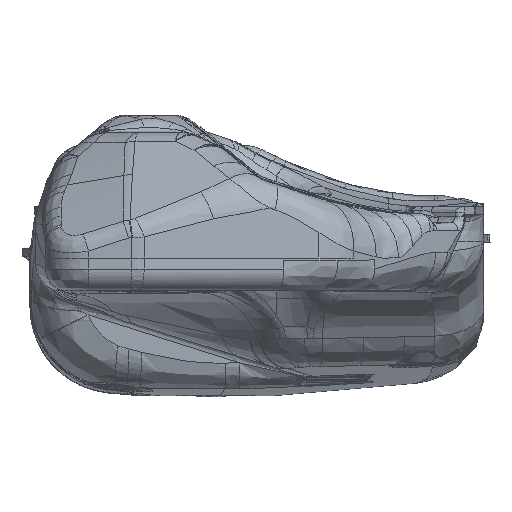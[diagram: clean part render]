
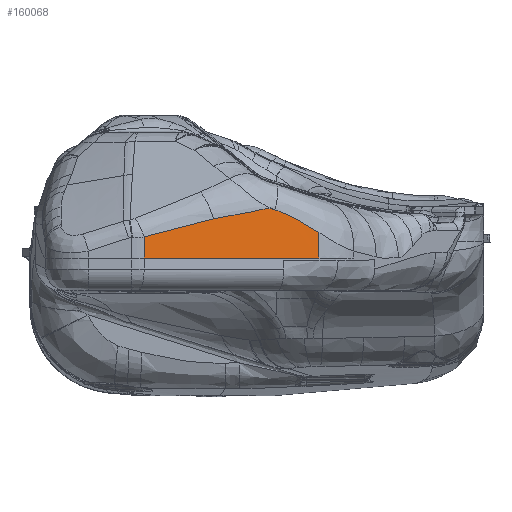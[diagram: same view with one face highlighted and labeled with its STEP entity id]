
A CAD part, front view. The second image highlights one B-rep face of the part: STEP entity #160068.
In plain terms, the highlighted free-form (B-spline) face has degree [1, 1] with [2, 2] control points.
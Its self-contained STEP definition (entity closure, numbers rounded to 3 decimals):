
#154800=CARTESIAN_POINT('Vertex',(1988.934,-538.214,100.694)) ;
#154827=CARTESIAN_POINT('Control Point',(1988.933,-538.215,100.695)) ;
#154828=CARTESIAN_POINT('Control Point',(1935.16,-554.253,100.694)) ;
#154829=CARTESIAN_POINT('Control Point',(1881.386,-570.292,100.694)) ;
#154830=CARTESIAN_POINT('Control Point',(1827.611,-586.332,100.694)) ;
#154831=CARTESIAN_POINT('Vertex',(1827.611,-586.332,100.694)) ;
#159222=CARTESIAN_POINT('Vertex',(1948.225,-550.356,145.672)) ;
#159226=CARTESIAN_POINT('Control Point',(1948.225,-550.356,145.672)) ;
#159227=CARTESIAN_POINT('Control Point',(1954.876,-548.457,143.638)) ;
#159228=CARTESIAN_POINT('Control Point',(1961.021,-546.555,140.953)) ;
#159229=CARTESIAN_POINT('Control Point',(1966.606,-544.805,138.071)) ;
#159230=CARTESIAN_POINT('Control Point',(1971.669,-543.273,135.228)) ;
#159231=CARTESIAN_POINT('Control Point',(1976.303,-541.948,132.507)) ;
#159232=CARTESIAN_POINT('Control Point',(1980.639,-540.757,129.89)) ;
#159233=CARTESIAN_POINT('Control Point',(1984.811,-539.568,127.322)) ;
#159234=CARTESIAN_POINT('Control Point',(1988.933,-538.211,124.762)) ;
#159235=CARTESIAN_POINT('Vertex',(1988.933,-538.211,124.762)) ;
#159799=CARTESIAN_POINT('Control Point',(1988.934,-538.214,100.694)) ;
#159800=CARTESIAN_POINT('Control Point',(1988.934,-538.214,100.903)) ;
#159801=CARTESIAN_POINT('Control Point',(1988.934,-538.214,101.112)) ;
#159802=CARTESIAN_POINT('Control Point',(1988.934,-538.214,101.321)) ;
#159803=CARTESIAN_POINT('Control Point',(1988.934,-538.214,101.53)) ;
#159804=CARTESIAN_POINT('Control Point',(1988.934,-538.214,101.739)) ;
#159805=CARTESIAN_POINT('Control Point',(1988.934,-538.214,101.948)) ;
#159806=CARTESIAN_POINT('Control Point',(1988.934,-538.214,102.157)) ;
#159807=CARTESIAN_POINT('Vertex',(1988.934,-538.214,102.157)) ;
#159811=CARTESIAN_POINT('Control Point',(1988.934,-538.214,102.157)) ;
#159812=CARTESIAN_POINT('Control Point',(1988.934,-538.214,105.386)) ;
#159813=CARTESIAN_POINT('Control Point',(1988.934,-538.214,108.616)) ;
#159814=CARTESIAN_POINT('Control Point',(1988.934,-538.214,111.845)) ;
#159815=CARTESIAN_POINT('Control Point',(1988.934,-538.214,115.074)) ;
#159816=CARTESIAN_POINT('Control Point',(1988.934,-538.214,118.303)) ;
#159817=CARTESIAN_POINT('Control Point',(1988.934,-538.214,121.532)) ;
#159818=CARTESIAN_POINT('Control Point',(1988.934,-538.214,124.762)) ;
#160004=CARTESIAN_POINT('Control Point',(1800.393,-594.45,-27.58)) ;
#160005=CARTESIAN_POINT('Control Point',(2138.986,-493.459,94.552)) ;
#160006=CARTESIAN_POINT('Control Point',(1729.237,-615.674,187.24)) ;
#160007=CARTESIAN_POINT('Control Point',(2067.83,-514.683,309.372)) ;
#160009=CARTESIAN_POINT('Control Point',(1827.611,-586.332,100.694)) ;
#160010=CARTESIAN_POINT('Control Point',(1827.612,-586.331,102.156)) ;
#160011=CARTESIAN_POINT('Vertex',(1827.612,-586.331,102.156)) ;
#160015=CARTESIAN_POINT('Control Point',(1927.494,-556.54,143.937)) ;
#160016=CARTESIAN_POINT('Control Point',(1928.665,-556.191,144.231)) ;
#160017=CARTESIAN_POINT('Control Point',(1929.796,-555.854,144.54)) ;
#160018=CARTESIAN_POINT('Control Point',(1930.903,-555.523,144.837)) ;
#160019=CARTESIAN_POINT('Control Point',(1933.085,-554.872,145.393)) ;
#160020=CARTESIAN_POINT('Control Point',(1935.215,-554.237,145.854)) ;
#160021=CARTESIAN_POINT('Control Point',(1936.271,-553.922,146.057)) ;
#160022=CARTESIAN_POINT('Control Point',(1938.357,-553.3,146.403)) ;
#160023=CARTESIAN_POINT('Control Point',(1940.39,-552.693,146.603)) ;
#160024=CARTESIAN_POINT('Control Point',(1941.392,-552.395,146.66)) ;
#160025=CARTESIAN_POINT('Control Point',(1943.364,-551.807,146.667)) ;
#160026=CARTESIAN_POINT('Control Point',(1945.294,-551.231,146.431)) ;
#160027=CARTESIAN_POINT('Control Point',(1946.255,-550.944,146.244)) ;
#160028=CARTESIAN_POINT('Control Point',(1947.223,-550.656,145.985)) ;
#160029=CARTESIAN_POINT('Control Point',(1948.226,-550.356,145.672)) ;
#160030=CARTESIAN_POINT('Vertex',(1927.494,-556.54,143.937)) ;
#160034=CARTESIAN_POINT('Control Point',(1891.743,-567.203,137.323)) ;
#160035=CARTESIAN_POINT('Control Point',(1898.753,-565.113,138.565)) ;
#160036=CARTESIAN_POINT('Control Point',(1906.005,-562.949,139.98)) ;
#160037=CARTESIAN_POINT('Control Point',(1913.325,-560.766,141.262)) ;
#160038=CARTESIAN_POINT('Control Point',(1920.512,-558.622,142.186)) ;
#160039=CARTESIAN_POINT('Control Point',(1927.494,-556.54,143.937)) ;
#160040=CARTESIAN_POINT('Vertex',(1891.743,-567.203,137.323)) ;
#160044=CARTESIAN_POINT('Control Point',(1827.614,-586.331,120.735)) ;
#160045=CARTESIAN_POINT('Control Point',(1848.988,-579.956,126.263)) ;
#160046=CARTESIAN_POINT('Control Point',(1870.365,-573.58,131.793)) ;
#160047=CARTESIAN_POINT('Control Point',(1891.743,-567.203,137.323)) ;
#160048=CARTESIAN_POINT('Vertex',(1827.614,-586.331,120.735)) ;
#160052=CARTESIAN_POINT('Control Point',(1827.612,-586.331,102.156)) ;
#160053=CARTESIAN_POINT('Control Point',(1827.611,-586.332,108.349)) ;
#160054=CARTESIAN_POINT('Control Point',(1827.614,-586.331,114.542)) ;
#160055=CARTESIAN_POINT('Control Point',(1827.614,-586.331,120.735)) ;
#160058=ORIENTED_EDGE('',*,*,#160013,.F.) ;
#160059=ORIENTED_EDGE('',*,*,#154833,.F.) ;
#160060=ORIENTED_EDGE('',*,*,#159809,.T.) ;
#160061=ORIENTED_EDGE('',*,*,#159819,.T.) ;
#160062=ORIENTED_EDGE('',*,*,#159237,.F.) ;
#160063=ORIENTED_EDGE('',*,*,#160032,.F.) ;
#160064=ORIENTED_EDGE('',*,*,#160042,.F.) ;
#160065=ORIENTED_EDGE('',*,*,#160050,.F.) ;
#160066=ORIENTED_EDGE('',*,*,#160056,.F.) ;
#160068=ADVANCED_FACE('Body.27 ( *SOL22 - wsp *MASTER -  )',(#160067),#160003,.F.) ;
#154826=B_SPLINE_CURVE_WITH_KNOTS('',3,(#154827,#154828,#154829,#154830),.UNSPECIFIED.,.F.,.U.,(4,4),(0.,168.345),.UNSPECIFIED.) ;
#159225=B_SPLINE_CURVE_WITH_KNOTS('',8,(#159226,#159227,#159228,#159229,#159230,#159231,#159232,#159233,#159234),.UNSPECIFIED.,.F.,.U.,(9,9),(0.,51.535),.UNSPECIFIED.) ;
#159798=B_SPLINE_CURVE_WITH_KNOTS('',7,(#159799,#159800,#159801,#159802,#159803,#159804,#159805,#159806),.UNSPECIFIED.,.F.,.U.,(8,8),(31.397,32.86),.UNSPECIFIED.) ;
#159810=B_SPLINE_CURVE_WITH_KNOTS('',7,(#159811,#159812,#159813,#159814,#159815,#159816,#159817,#159818),.UNSPECIFIED.,.F.,.U.,(8,8),(32.86,55.465),.UNSPECIFIED.) ;
#160008=B_SPLINE_CURVE_WITH_KNOTS('',1,(#160009,#160010),.UNSPECIFIED.,.F.,.U.,(2,2),(0.,1.462),.UNSPECIFIED.) ;
#160014=B_SPLINE_CURVE_WITH_KNOTS('',5,(#160015,#160016,#160017,#160018,#160019,#160020,#160021,#160022,#160023,#160024,#160025,#160026,#160027,#160028,#160029),.UNSPECIFIED.,.F.,.U.,(6,3,3,3,6),(0.,5.552,11.104,16.656,22.208),.UNSPECIFIED.) ;
#160033=B_SPLINE_CURVE_WITH_KNOTS('',5,(#160034,#160035,#160036,#160037,#160038,#160039),.UNSPECIFIED.,.F.,.U.,(6,6),(0.,37.915),.UNSPECIFIED.) ;
#160043=B_SPLINE_CURVE_WITH_KNOTS('',3,(#160044,#160045,#160046,#160047),.UNSPECIFIED.,.F.,.U.,(4,4),(0.,68.946),.UNSPECIFIED.) ;
#160051=B_SPLINE_CURVE_WITH_KNOTS('',3,(#160052,#160053,#160054,#160055),.UNSPECIFIED.,.F.,.U.,(4,4),(0.,18.578),.UNSPECIFIED.) ;
#160003=B_SPLINE_SURFACE_WITH_KNOTS('',1,1,((#160004,#160005),(#160006,#160007)),.UNSPECIFIED.,.F.,.F.,.U.,(2,2),(2,2),(0.,227.291),(0.,373.846),.UNSPECIFIED.) ;
#154833=EDGE_CURVE('',#154801,#154832,#154826,.T.) ;
#159237=EDGE_CURVE('',#159223,#159236,#159225,.T.) ;
#159809=EDGE_CURVE('',#154801,#159808,#159798,.T.) ;
#159819=EDGE_CURVE('',#159808,#159236,#159810,.T.) ;
#160013=EDGE_CURVE('',#154832,#160012,#160008,.T.) ;
#160032=EDGE_CURVE('',#160031,#159223,#160014,.T.) ;
#160042=EDGE_CURVE('',#160041,#160031,#160033,.T.) ;
#160050=EDGE_CURVE('',#160049,#160041,#160043,.T.) ;
#160056=EDGE_CURVE('',#160012,#160049,#160051,.T.) ;
#160057=EDGE_LOOP('',(#160058,#160059,#160060,#160061,#160062,#160063,#160064,#160065,#160066)) ;
#160067=FACE_OUTER_BOUND('',#160057,.T.) ;
#154801=VERTEX_POINT('',#154800) ;
#154832=VERTEX_POINT('',#154831) ;
#159223=VERTEX_POINT('',#159222) ;
#159236=VERTEX_POINT('',#159235) ;
#159808=VERTEX_POINT('',#159807) ;
#160012=VERTEX_POINT('',#160011) ;
#160031=VERTEX_POINT('',#160030) ;
#160041=VERTEX_POINT('',#160040) ;
#160049=VERTEX_POINT('',#160048) ;
